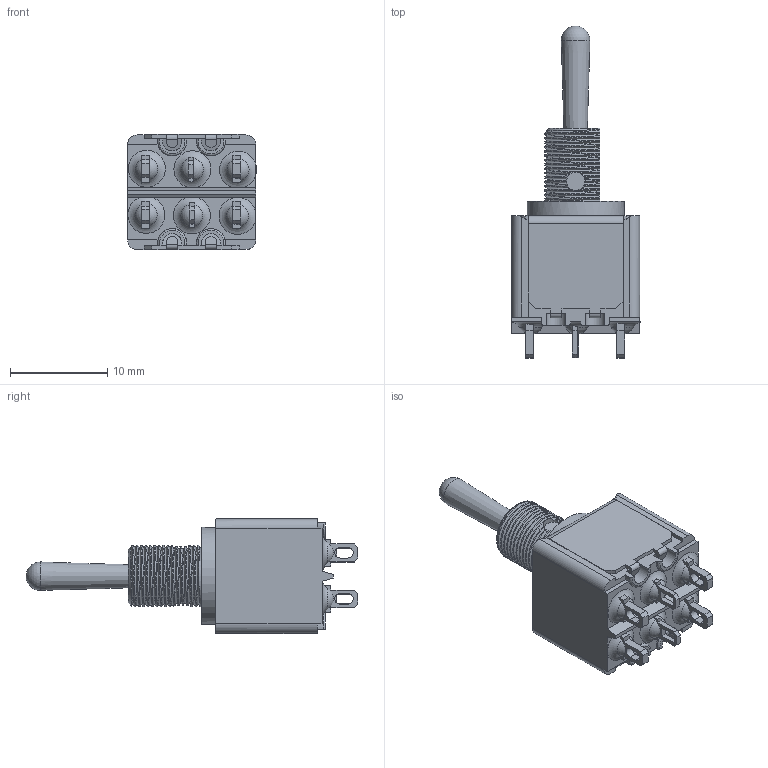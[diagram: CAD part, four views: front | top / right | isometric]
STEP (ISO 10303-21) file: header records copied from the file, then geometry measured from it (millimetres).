
FILE_DESCRIPTION(/* description */ (''),/* implementation_level */ '2;1');
FILE_NAME(/* name */ 'APEM Series 5000 Toggle Switch (5649agbx408 - 5000 PCB).step',/* time_stamp */ '2019-12-31T02:12:10-05:00',/* author */ (''),/* organization */ (''),/* preprocessor_version */ 'ST-DEVELOPER v18',/* originating_system */ 'Autodesk Translation Framework v8.12.0.6',/* authorisation */ '');
FILE_SCHEMA (('AUTOMOTIVE_DESIGN { 1 0 10303 214 3 1 1 }'));
Length unit declared in the file: millimetre
Products named in the file (1): 5649agbx408 - 5000 PCB
Bounding box: 13.29 x 34.2 x 11.85 mm (x, y, z)
Volume: 1215.9 mm3; surface area: 3362.8 mm2
Topology: 17 solids, 17 shells, 717 faces, 2048 edges, 1349 vertices
Faces by surface type: plane 443, cylinder 158, bspline 62, sphere 30, torus 14, cone 10
Full cylindrical faces by diameter (mm): 0.8 x1, 1.469 x1, 1.5 x1, 1.55 x1, 2.1 x2, 4.03 x1, 6.55 x1, 9.45 x1, 10 x1
Entity records: 32343 total; most frequent: CARTESIAN_POINT 13935, ORIENTED_EDGE 4092, DIRECTION 3450, EDGE_CURVE 2046, VERTEX_POINT 1349, LINE 1308, VECTOR 1308, AXIS2_PLACEMENT_3D 1071
